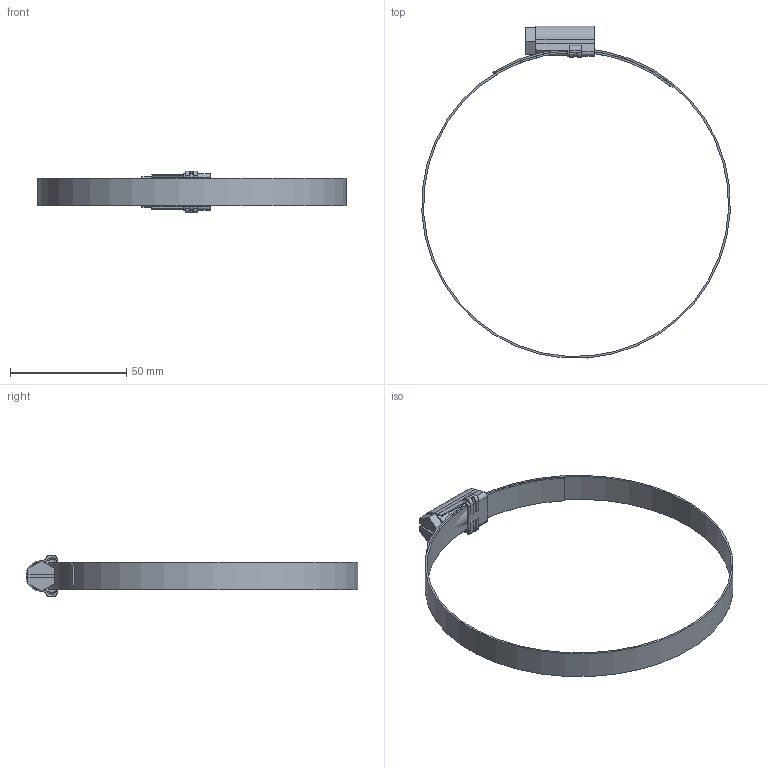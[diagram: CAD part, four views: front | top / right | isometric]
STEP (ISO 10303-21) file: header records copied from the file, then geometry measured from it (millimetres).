
FILE_DESCRIPTION (( 'STEP AP203' ), '1' );
FILE_NAME ('3D-R548_110-130_171786380.STEP', '2024-09-02T14:32:58', ( '' ), ( '' ), 'SwSTEP 2.0', 'SolidWorks 2024', '' );
FILE_SCHEMA (( 'CONFIG_CONTROL_DESIGN' ));
Length unit declared in the file: millimetre
Products named in the file (1): 3D-R548_110-130_171786380
Bounding box: 132.41 x 142.61 x 18 mm (x, y, z)
Volume: 8812.9 mm3; surface area: 16487.1 mm2
Topology: 4 solids, 4 shells, 94 faces, 254 edges, 164 vertices
Faces by surface type: plane 59, cylinder 28, bspline 3, cone 2, torus 2
Entity records: 3815 total; most frequent: CARTESIAN_POINT 1410, ORIENTED_EDGE 508, DIRECTION 456, EDGE_CURVE 254, VECTOR 164, LINE 164, VERTEX_POINT 164, AXIS2_PLACEMENT_3D 146
